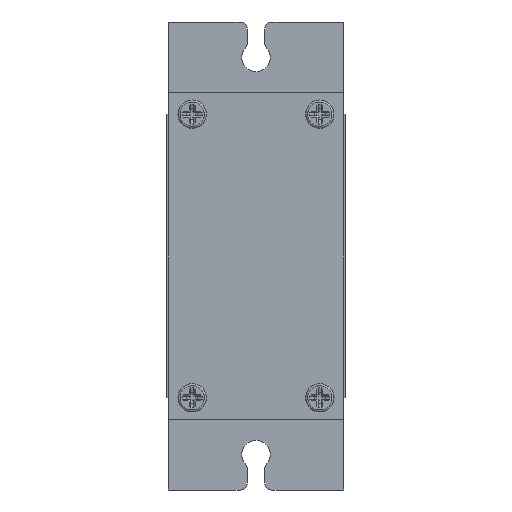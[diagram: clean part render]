
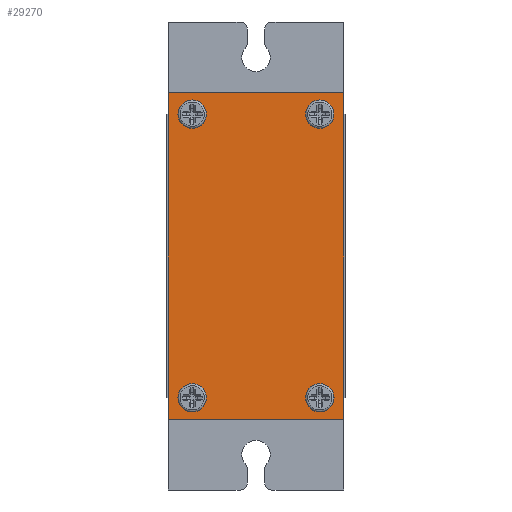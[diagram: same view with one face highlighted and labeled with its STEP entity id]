
A CAD part, front view. The second image highlights one B-rep face of the part: STEP entity #29270.
In plain terms, the highlighted planar face has unit normal (0, -1, 0).
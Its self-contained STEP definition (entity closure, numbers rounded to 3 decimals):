
#2300=LINE('',#51270,#4164);
#2315=LINE('',#51352,#4179);
#2316=LINE('',#51355,#4180);
#2318=LINE('',#51358,#4182);
#4164=VECTOR('',#42323,10.);
#4179=VECTOR('',#42422,10.);
#4180=VECTOR('',#42425,10.);
#4182=VECTOR('',#42429,10.);
#4724=PLANE('',#33234);
#4930=FACE_BOUND('',#8106,.T.);
#4931=FACE_BOUND('',#8107,.T.);
#4932=FACE_BOUND('',#8108,.T.);
#4933=FACE_BOUND('',#8109,.T.);
#6434=FACE_OUTER_BOUND('',#8105,.T.);
#8105=EDGE_LOOP('',(#25875,#25876,#25877,#25878));
#8106=EDGE_LOOP('',(#25879));
#8107=EDGE_LOOP('',(#25880));
#8108=EDGE_LOOP('',(#25881));
#8109=EDGE_LOOP('',(#25882));
#10459=CIRCLE('',#33192,1.);
#10462=CIRCLE('',#33197,1.);
#10465=CIRCLE('',#33202,1.);
#10468=CIRCLE('',#33207,1.);
#13085=VERTEX_POINT('',#51267);
#13086=VERTEX_POINT('',#51269);
#13088=VERTEX_POINT('',#51275);
#13091=VERTEX_POINT('',#51283);
#13094=VERTEX_POINT('',#51291);
#13097=VERTEX_POINT('',#51299);
#13111=VERTEX_POINT('',#51350);
#13112=VERTEX_POINT('',#51354);
#17455=EDGE_CURVE('',#13086,#13085,#2300,.T.);
#17458=EDGE_CURVE('',#13088,#13088,#10459,.T.);
#17461=EDGE_CURVE('',#13091,#13091,#10462,.T.);
#17464=EDGE_CURVE('',#13094,#13094,#10465,.T.);
#17467=EDGE_CURVE('',#13097,#13097,#10468,.T.);
#17490=EDGE_CURVE('',#13085,#13111,#2315,.T.);
#17491=EDGE_CURVE('',#13112,#13086,#2316,.T.);
#17493=EDGE_CURVE('',#13111,#13112,#2318,.T.);
#25875=ORIENTED_EDGE('',*,*,#17493,.T.);
#25876=ORIENTED_EDGE('',*,*,#17491,.T.);
#25877=ORIENTED_EDGE('',*,*,#17455,.T.);
#25878=ORIENTED_EDGE('',*,*,#17490,.T.);
#25879=ORIENTED_EDGE('',*,*,#17458,.T.);
#25880=ORIENTED_EDGE('',*,*,#17461,.T.);
#25881=ORIENTED_EDGE('',*,*,#17464,.T.);
#25882=ORIENTED_EDGE('',*,*,#17467,.T.);
#29270=ADVANCED_FACE('',(#6434,#4930,#4931,#4932,#4933),#4724,.T.);
#33192=AXIS2_PLACEMENT_3D('',#51276,#42329,#42330);
#33197=AXIS2_PLACEMENT_3D('',#51284,#42339,#42340);
#33202=AXIS2_PLACEMENT_3D('',#51292,#42349,#42350);
#33207=AXIS2_PLACEMENT_3D('',#51300,#42359,#42360);
#33234=AXIS2_PLACEMENT_3D('',#51359,#42430,#42431);
#42323=DIRECTION('',(1.,0.,0.));
#42329=DIRECTION('center_axis',(0.,1.,0.));
#42330=DIRECTION('ref_axis',(-1.,0.,0.));
#42339=DIRECTION('center_axis',(0.,1.,0.));
#42340=DIRECTION('ref_axis',(-1.,0.,0.));
#42349=DIRECTION('center_axis',(0.,1.,0.));
#42350=DIRECTION('ref_axis',(-1.,0.,0.));
#42359=DIRECTION('center_axis',(0.,1.,0.));
#42360=DIRECTION('ref_axis',(-1.,0.,0.));
#42422=DIRECTION('',(0.,0.,1.));
#42425=DIRECTION('',(0.,0.,-1.));
#42429=DIRECTION('',(-1.,0.,0.));
#42430=DIRECTION('center_axis',(0.,-1.,0.));
#42431=DIRECTION('ref_axis',(0.,0.,-1.));
#51267=CARTESIAN_POINT('',(6.2,-5.5,-11.5));
#51269=CARTESIAN_POINT('',(-6.2,-5.5,-11.5));
#51270=CARTESIAN_POINT('',(6.2,-5.5,-11.5));
#51275=CARTESIAN_POINT('',(5.5,-5.5,-10.));
#51276=CARTESIAN_POINT('Origin',(4.5,-5.5,-10.));
#51283=CARTESIAN_POINT('',(-3.5,-5.5,10.));
#51284=CARTESIAN_POINT('Origin',(-4.5,-5.5,10.));
#51291=CARTESIAN_POINT('',(5.5,-5.5,10.));
#51292=CARTESIAN_POINT('Origin',(4.5,-5.5,10.));
#51299=CARTESIAN_POINT('',(-3.5,-5.5,-10.));
#51300=CARTESIAN_POINT('Origin',(-4.5,-5.5,-10.));
#51350=CARTESIAN_POINT('',(6.2,-5.5,11.5));
#51352=CARTESIAN_POINT('',(6.2,-5.5,11.5));
#51354=CARTESIAN_POINT('',(-6.2,-5.5,11.5));
#51355=CARTESIAN_POINT('',(-6.2,-5.5,-11.5));
#51358=CARTESIAN_POINT('',(-6.2,-5.5,11.5));
#51359=CARTESIAN_POINT('Origin',(0.,-5.5,0.));
